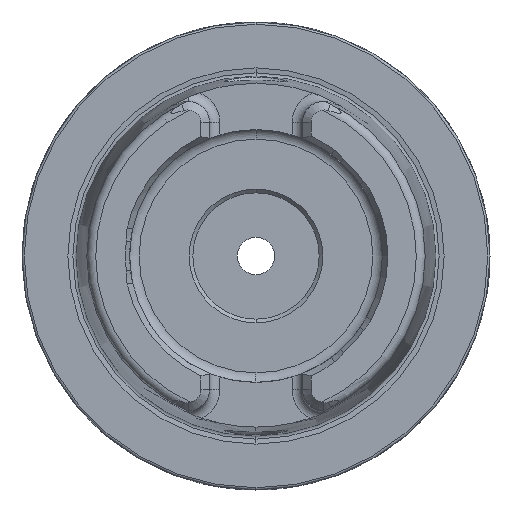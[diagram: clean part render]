
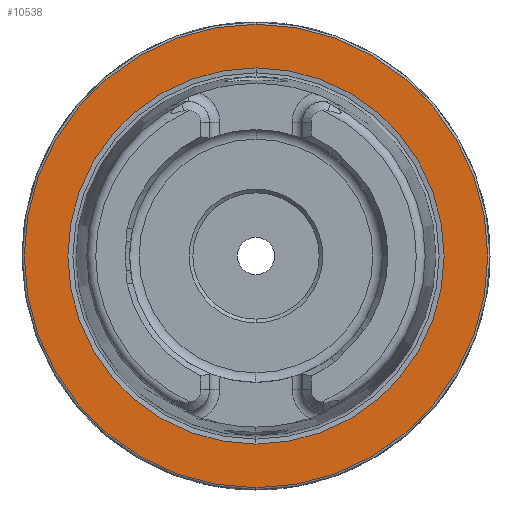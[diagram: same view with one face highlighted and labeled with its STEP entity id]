
A CAD part, left-side view. The second image highlights one B-rep face of the part: STEP entity #10538.
In plain terms, the highlighted planar face has unit normal (-1, 0, 0).
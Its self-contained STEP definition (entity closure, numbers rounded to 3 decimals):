
#3082 = ORIENTED_EDGE ( 'NONE', *, *, #4112, .F. ) ;
#3083 = ORIENTED_EDGE ( 'NONE', *, *, #6350, .F. ) ;
#3084 = ORIENTED_EDGE ( 'NONE', *, *, #6354, .T. ) ;
#3085 = ORIENTED_EDGE ( 'NONE', *, *, #4111, .T. ) ;
#3724 = CARTESIAN_POINT ( 'NONE',  ( 0., 0., 0. ) ) ;
#3725 = DIRECTION ( 'NONE',  ( -1., 0., 0. ) ) ;
#3726 = DIRECTION ( 'NONE',  ( 0., 0., 1. ) ) ;
#3727 = CARTESIAN_POINT ( 'NONE',  ( 0., 0., 0. ) ) ;
#3728 = DIRECTION ( 'NONE',  ( -1., 0., 0. ) ) ;
#3729 = DIRECTION ( 'NONE',  ( 0., 0., 1. ) ) ;
#3875 = AXIS2_PLACEMENT_3D ( 'NONE', #11138, #11136, #11143 ) ;
#3995 = VERTEX_POINT ( 'NONE', #5390 ) ;
#4000 = VERTEX_POINT ( 'NONE', #5395 ) ;
#4002 = VERTEX_POINT ( 'NONE', #5397 ) ;
#4003 = VERTEX_POINT ( 'NONE', #5398 ) ;
#4020 = CIRCLE ( 'NONE', #4025, 25.324 ) ;
#4025 = AXIS2_PLACEMENT_3D ( 'NONE', #6888, #6889, #6890 ) ;
#4031 = CIRCLE ( 'NONE', #4033, 31.2 ) ;
#4033 = AXIS2_PLACEMENT_3D ( 'NONE', #6899, #6900, #6901 ) ;
#4073 = CIRCLE ( 'NONE', #4074, 31.2 ) ;
#4074 = AXIS2_PLACEMENT_3D ( 'NONE', #3724, #3725, #3726 ) ;
#4076 = CIRCLE ( 'NONE', #4077, 25.324 ) ;
#4077 = AXIS2_PLACEMENT_3D ( 'NONE', #3727, #3728, #3729 ) ;
#4111 = EDGE_CURVE ( 'NONE', #4003, #4002, #4073, .T. ) ;
#4112 = EDGE_CURVE ( 'NONE', #4000, #3995, #4076, .T. ) ;
#4475 = EDGE_LOOP ( 'NONE', ( #3084, #3085 ) ) ;
#4482 = EDGE_LOOP ( 'NONE', ( #3082, #3083 ) ) ;
#5390 = CARTESIAN_POINT ( 'NONE',  ( 0., 0., -25.324 ) ) ;
#5395 = CARTESIAN_POINT ( 'NONE',  ( 0., 0., 25.324 ) ) ;
#5397 = CARTESIAN_POINT ( 'NONE',  ( 0., 0., 31.2 ) ) ;
#5398 = CARTESIAN_POINT ( 'NONE',  ( 0., 0., -31.2 ) ) ;
#6350 = EDGE_CURVE ( 'NONE', #3995, #4000, #4020, .T. ) ;
#6354 = EDGE_CURVE ( 'NONE', #4002, #4003, #4031, .T. ) ;
#6888 = CARTESIAN_POINT ( 'NONE',  ( 0., 0., 0. ) ) ;
#6889 = DIRECTION ( 'NONE',  ( -1., 0., 0. ) ) ;
#6890 = DIRECTION ( 'NONE',  ( 0., 0., 1. ) ) ;
#6899 = CARTESIAN_POINT ( 'NONE',  ( 0., 0., 0. ) ) ;
#6900 = DIRECTION ( 'NONE',  ( -1., 0., 0. ) ) ;
#6901 = DIRECTION ( 'NONE',  ( 0., 0., 1. ) ) ;
#10538 = ADVANCED_FACE ( 'NONE', ( #11133, #11140 ), #11141, .F. ) ;
#11133 = FACE_BOUND ( 'NONE', #4482, .T. ) ;
#11136 = DIRECTION ( 'NONE',  ( 1., 0., 0. ) ) ;
#11138 = CARTESIAN_POINT ( 'NONE',  ( 0., 31.2, 0. ) ) ;
#11140 = FACE_OUTER_BOUND ( 'NONE', #4475, .T. ) ;
#11141 = PLANE ( 'NONE',  #3875 ) ;
#11143 = DIRECTION ( 'NONE',  ( 0., 0., -1. ) ) ;
